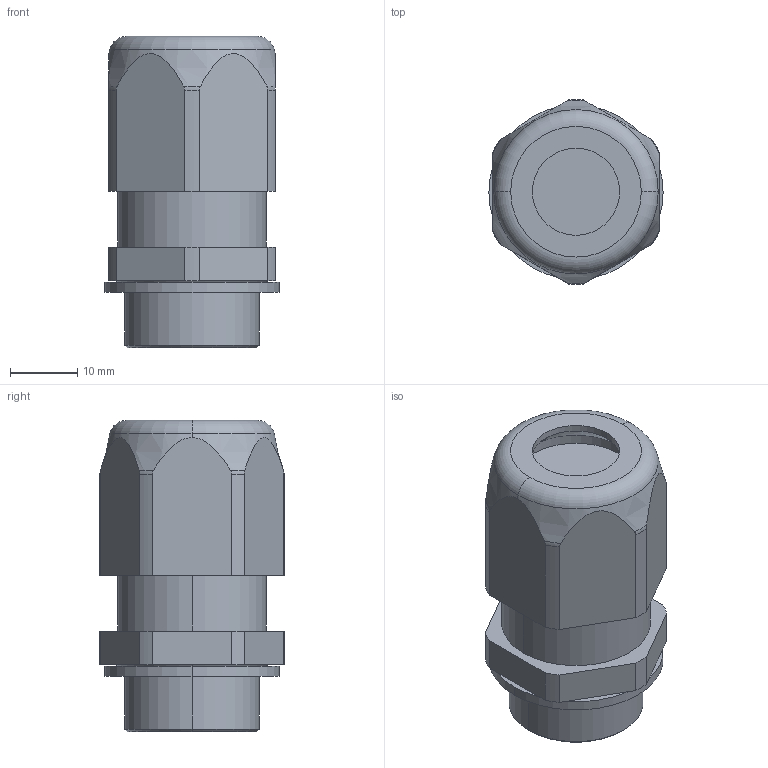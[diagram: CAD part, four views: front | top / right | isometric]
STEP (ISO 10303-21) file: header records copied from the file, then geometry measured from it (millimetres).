
FILE_DESCRIPTION(('CATIA V5 STEP Exchange','CAx-IF Rec.Pracs.--- Model Styling and Organization---1.4--- 2014-01-23'),'2;1');
FILE_NAME ('1210967-3_1_2722110000_2722110000.stp','2020-05-22T07:43:41+00:00',('none'),('Weidmueller'),'CATIA Version 5-6 Release 2016 SP3 HF44','CATIA V5 STEP AP214','none');
FILE_SCHEMA(('AUTOMOTIVE_DESIGN { 1 0 10303 214 1 1 1 1 }'));
Length unit declared in the file: millimetre
Products named in the file (1): 2722110000_VG M20 EXE 7-13 SI7J G4
Bounding box: 26 x 27.49 x 46.41 mm (x, y, z)
Volume: 14690.9 mm3; surface area: 10758.9 mm2
Topology: 4 solids, 4 shells, 77 faces, 180 edges, 116 vertices
Faces by surface type: cylinder 32, plane 25, torus 10, cone 10
Entity records: 2167 total; most frequent: CARTESIAN_POINT 534, ORIENTED_EDGE 360, DIRECTION 250, EDGE_CURVE 180, AXIS2_PLACEMENT_3D 134, VERTEX_POINT 116, CIRCLE 88, EDGE_LOOP 88
